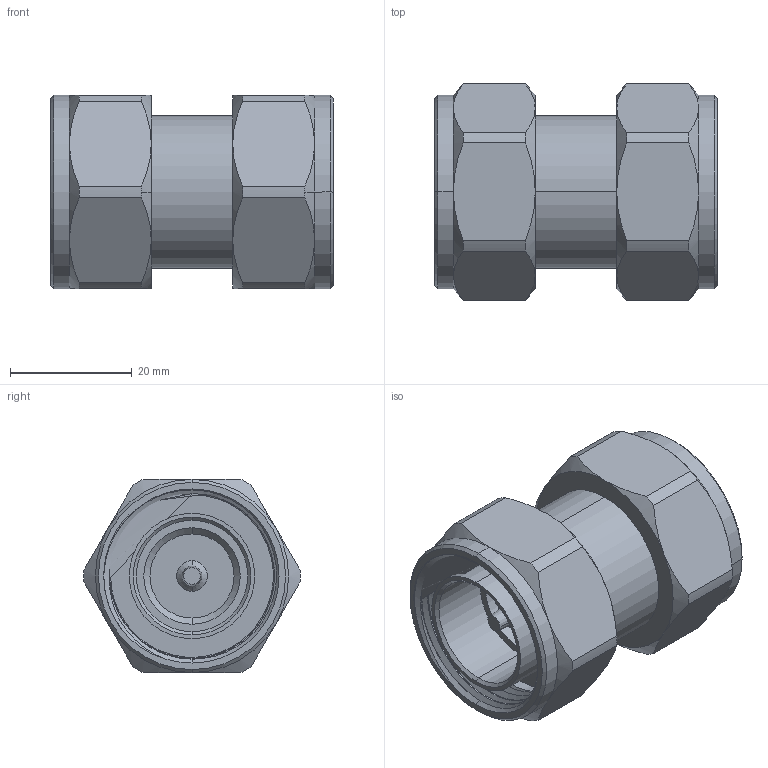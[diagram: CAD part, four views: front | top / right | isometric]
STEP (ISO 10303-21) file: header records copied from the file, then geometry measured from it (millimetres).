
FILE_DESCRIPTION (( 'STEP AP214' ), '1' );
FILE_NAME ('SM4400_3D.step', '2023-10-18T16:56:26', ( '' ), ( '' ), 'SwSTEP 2.0', 'SolidWorks 2022', '' );
FILE_SCHEMA (( 'AUTOMOTIVE_DESIGN' ));
Length unit declared in the file: inch
Products named in the file (1): SM4400_3D
Bounding box: 46.4 x 35.59 x 31.75 mm (x, y, z)
Surface area: 13415.8 mm2 (no closed solid volume)
Topology: 0 solids, 3 shells, 144 faces, 340 edges, 209 vertices
Faces by surface type: cone 59, cylinder 49, plane 30, bspline 6
Entity records: 6878 total; most frequent: CARTESIAN_POINT 3685, ORIENTED_EDGE 668, DIRECTION 649, EDGE_CURVE 340, AXIS2_PLACEMENT_3D 280, VERTEX_POINT 209, EDGE_LOOP 156, FACE_OUTER_BOUND 144
